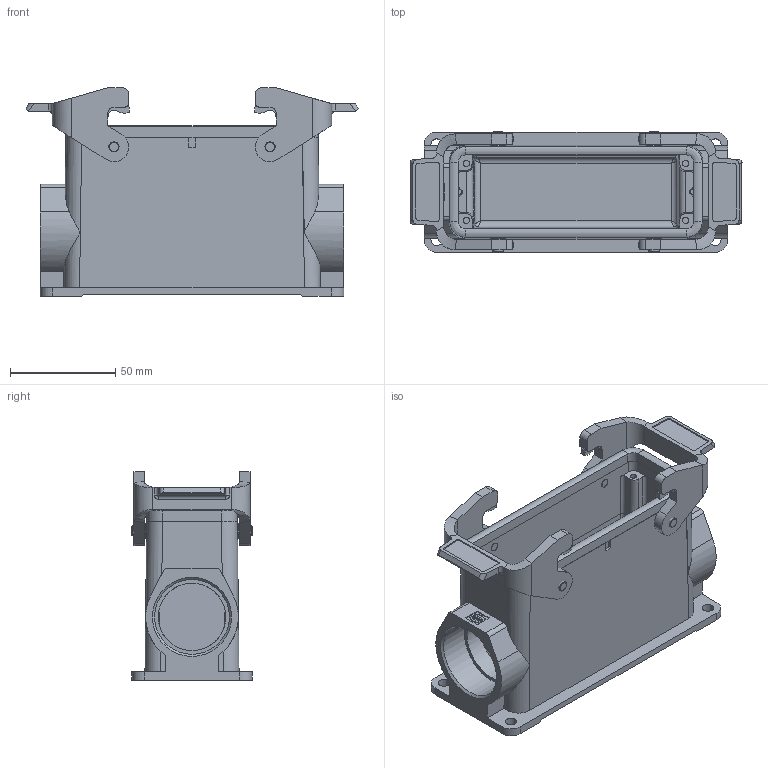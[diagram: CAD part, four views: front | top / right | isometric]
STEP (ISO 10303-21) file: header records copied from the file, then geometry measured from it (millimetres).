
FILE_DESCRIPTION(/* description */ (''),/* implementation_level */ '2;1');
FILE_NAME(/* name */ '100553390ugm000_b.stp',/* time_stamp */ '2019-07-31T15:43:21+02:00',/* author */ (''),/* organization */ (''),/* preprocessor_version */ 'ST-DEVELOPER v16.7',/* originating_system */ 'SIEMENS PLM Software NX 12.0',/* authorisation */ '');
FILE_SCHEMA (('AUTOMOTIVE_DESIGN { 1 0 10303 214 3 1 1 1 }'));
Length unit declared in the file: millimetre
Products named in the file (1): 100553390ugm000_b
Bounding box: 157.4 x 57.09 x 98.8 mm (x, y, z)
Volume: 178489.5 mm3; surface area: 81957.1 mm2
Topology: 3 solids, 3 shells, 489 faces, 1262 edges, 811 vertices
Faces by surface type: plane 292, cylinder 159, bspline 22, cone 12, torus 4
Full cylindrical faces by diameter (mm): 0.378 x1, 0.583 x1, 3 x4, 4 x4, 4.8 x4, 5.5 x4, 7 x4, 31.5 x1, 32 x1, 35.48 x1, 37 x1
Entity records: 18560 total; most frequent: CARTESIAN_POINT 4105, ORIENTED_EDGE 2420, DIRECTION 2344, EDGE_CURVE 1210, LINE 836, VECTOR 836, VERTEX_POINT 798, AXIS2_PLACEMENT_3D 754
